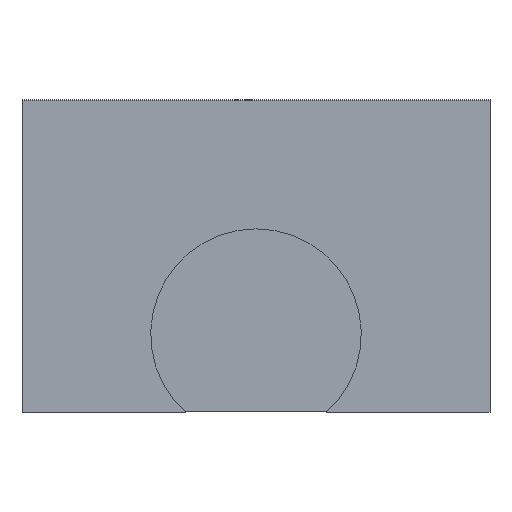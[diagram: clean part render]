
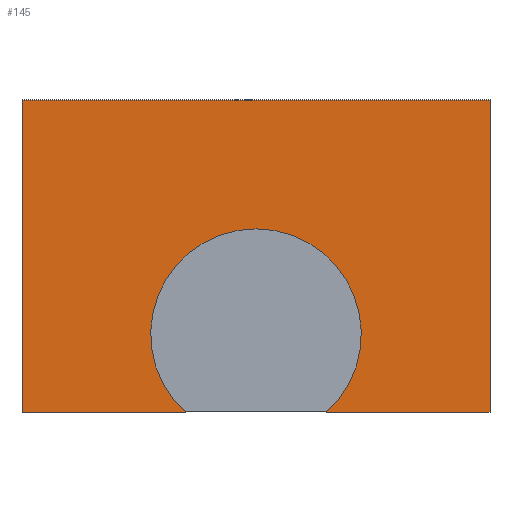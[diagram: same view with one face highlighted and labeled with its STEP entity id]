
A CAD part, front view. The second image highlights one B-rep face of the part: STEP entity #145.
In plain terms, the highlighted planar face has unit normal (0, -1, 0).
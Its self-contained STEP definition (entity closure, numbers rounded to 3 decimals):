
#20=PLANE('',#169);
#28=FACE_OUTER_BOUND('',#36,.T.);
#36=EDGE_LOOP('',(#128,#129,#130,#131,#132,#133));
#41=LINE('',#223,#57);
#45=LINE('',#230,#61);
#46=LINE('',#233,#62);
#52=LINE('',#244,#68);
#53=LINE('',#246,#69);
#57=VECTOR('',#186,10.);
#61=VECTOR('',#190,10.);
#62=VECTOR('',#193,10.);
#68=VECTOR('',#203,10.);
#69=VECTOR('',#206,10.);
#71=CIRCLE('',#163,2.7);
#74=VERTEX_POINT('',#214);
#75=VERTEX_POINT('',#216);
#76=VERTEX_POINT('',#222);
#79=VERTEX_POINT('',#228);
#80=VERTEX_POINT('',#232);
#83=VERTEX_POINT('',#242);
#86=EDGE_CURVE('',#75,#74,#71,.T.);
#89=EDGE_CURVE('',#75,#76,#41,.T.);
#93=EDGE_CURVE('',#79,#74,#45,.T.);
#94=EDGE_CURVE('',#76,#80,#46,.T.);
#100=EDGE_CURVE('',#79,#83,#52,.T.);
#101=EDGE_CURVE('',#80,#83,#53,.T.);
#128=ORIENTED_EDGE('',*,*,#86,.T.);
#129=ORIENTED_EDGE('',*,*,#93,.F.);
#130=ORIENTED_EDGE('',*,*,#100,.T.);
#131=ORIENTED_EDGE('',*,*,#101,.F.);
#132=ORIENTED_EDGE('',*,*,#94,.F.);
#133=ORIENTED_EDGE('',*,*,#89,.F.);
#145=ADVANCED_FACE('',(#28),#20,.T.);
#163=AXIS2_PLACEMENT_3D('',#217,#178,#179);
#169=AXIS2_PLACEMENT_3D('',#245,#204,#205);
#178=DIRECTION('center_axis',(0.,1.,0.));
#179=DIRECTION('ref_axis',(1.,0.,0.));
#186=DIRECTION('',(-1.,0.,0.));
#190=DIRECTION('',(-1.,0.,0.));
#193=DIRECTION('',(0.,0.,1.));
#203=DIRECTION('',(0.,0.,1.));
#204=DIRECTION('center_axis',(0.,-1.,0.));
#205=DIRECTION('ref_axis',(1.,0.,0.));
#206=DIRECTION('',(1.,0.,0.));
#214=CARTESIAN_POINT('',(7.819,-57.,-8.));
#216=CARTESIAN_POINT('',(4.181,-57.,-8.));
#217=CARTESIAN_POINT('Origin',(6.,-57.,-6.004));
#222=CARTESIAN_POINT('',(0.,-57.,-8.));
#223=CARTESIAN_POINT('',(12.,-57.,-8.));
#228=CARTESIAN_POINT('',(12.,-57.,-8.));
#230=CARTESIAN_POINT('',(12.,-57.,-8.));
#232=CARTESIAN_POINT('',(0.,-57.,0.));
#233=CARTESIAN_POINT('',(0.,-57.,-8.));
#242=CARTESIAN_POINT('',(12.,-57.,0.));
#244=CARTESIAN_POINT('',(12.,-57.,-8.));
#245=CARTESIAN_POINT('Origin',(0.,-57.,-8.));
#246=CARTESIAN_POINT('',(12.,-57.,0.));
